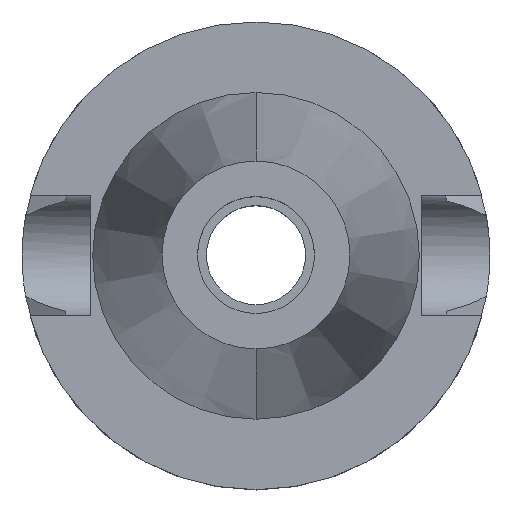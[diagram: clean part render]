
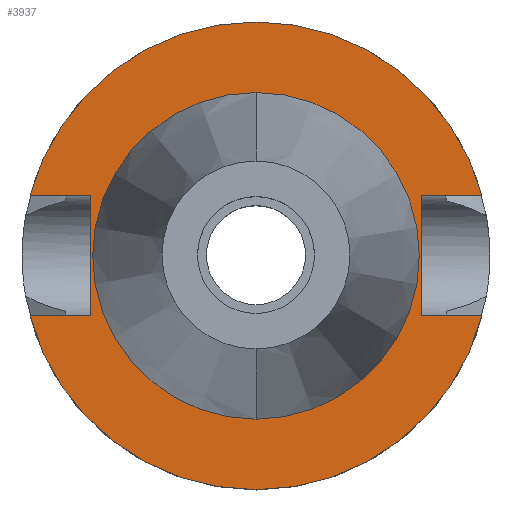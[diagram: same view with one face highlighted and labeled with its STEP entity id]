
A CAD part, top view. The second image highlights one B-rep face of the part: STEP entity #3937.
In plain terms, the highlighted planar face has unit normal (0, 0, 1).
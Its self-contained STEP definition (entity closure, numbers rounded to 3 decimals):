
#1662=DIRECTION('',(1.,0.,0.));
#1663=VECTOR('',#1662,12.921);
#1664=CARTESIAN_POINT('',(35.4,12.85,-1.5));
#1665=LINE('',#1664,#1663);
#1709=DIRECTION('',(0.,1.,0.));
#1710=VECTOR('',#1709,25.7);
#1711=CARTESIAN_POINT('',(-35.4,-12.85,-1.5));
#1712=LINE('',#1711,#1710);
#1716=DIRECTION('',(-1.,0.,0.));
#1717=VECTOR('',#1716,12.921);
#1718=CARTESIAN_POINT('',(-35.4,12.85,-1.5));
#1719=LINE('',#1718,#1717);
#1723=CARTESIAN_POINT('',(0.,0.,-1.5));
#1724=DIRECTION('',(0.,0.,-1.));
#1725=DIRECTION('',(-0.966,0.257,0.));
#1726=AXIS2_PLACEMENT_3D('',#1723,#1724,#1725);
#1731=CARTESIAN_POINT('',(0.,0.,-1.5));
#1732=DIRECTION('',(0.,0.,-1.));
#1733=DIRECTION('',(0.,1.,0.));
#1734=AXIS2_PLACEMENT_3D('',#1731,#1732,#1733);
#1739=DIRECTION('',(0.,-1.,0.));
#1740=VECTOR('',#1739,25.7);
#1741=CARTESIAN_POINT('',(35.4,12.85,-1.5));
#1742=LINE('',#1741,#1740);
#1746=DIRECTION('',(1.,0.,0.));
#1747=VECTOR('',#1746,12.921);
#1748=CARTESIAN_POINT('',(35.4,-12.85,-1.5));
#1749=LINE('',#1748,#1747);
#1753=CARTESIAN_POINT('',(0.,0.,-1.5));
#1754=DIRECTION('',(0.,0.,-1.));
#1755=DIRECTION('',(0.966,-0.257,0.));
#1756=AXIS2_PLACEMENT_3D('',#1753,#1754,#1755);
#1761=CARTESIAN_POINT('',(0.,0.,-1.5));
#1762=DIRECTION('',(0.,0.,-1.));
#1763=DIRECTION('',(0.,-1.,0.));
#1764=AXIS2_PLACEMENT_3D('',#1761,#1762,#1763);
#1769=CARTESIAN_POINT('',(0.,0.,-1.5));
#1770=DIRECTION('',(0.,0.,1.));
#1771=DIRECTION('',(0.,-1.,0.));
#1772=AXIS2_PLACEMENT_3D('',#1769,#1770,#1771);
#1777=CARTESIAN_POINT('',(0.,0.,-1.5));
#1778=DIRECTION('',(0.,0.,1.));
#1779=DIRECTION('',(0.,1.,0.));
#1780=AXIS2_PLACEMENT_3D('',#1777,#1778,#1779);
#1815=DIRECTION('',(-1.,0.,0.));
#1816=VECTOR('',#1815,12.921);
#1817=CARTESIAN_POINT('',(-35.4,-12.85,-1.5));
#1818=LINE('',#1817,#1816);
#2737=CARTESIAN_POINT('',(-35.4,-12.85,-1.5));
#2738=VERTEX_POINT('',#2737);
#2739=CARTESIAN_POINT('',(-48.321,-12.85,-1.5));
#2740=VERTEX_POINT('',#2739);
#2743=CARTESIAN_POINT('',(-35.4,12.85,-1.5));
#2744=VERTEX_POINT('',#2743);
#2745=CARTESIAN_POINT('',(-48.321,12.85,-1.5));
#2746=VERTEX_POINT('',#2745);
#2747=CARTESIAN_POINT('',(0.,50.,-1.5));
#2748=CARTESIAN_POINT('',(48.321,12.85,-1.5));
#2749=VERTEX_POINT('',#2747);
#2750=VERTEX_POINT('',#2748);
#2751=CARTESIAN_POINT('',(35.4,12.85,-1.5));
#2752=VERTEX_POINT('',#2751);
#2753=CARTESIAN_POINT('',(35.4,-12.85,-1.5));
#2754=VERTEX_POINT('',#2753);
#2755=CARTESIAN_POINT('',(48.321,-12.85,-1.5));
#2756=VERTEX_POINT('',#2755);
#2757=CARTESIAN_POINT('',(0.,-50.,-1.5));
#2758=VERTEX_POINT('',#2757);
#2759=CARTESIAN_POINT('',(0.,-34.925,-1.5));
#2760=CARTESIAN_POINT('',(0.,34.925,-1.5));
#2761=VERTEX_POINT('',#2759);
#2762=VERTEX_POINT('',#2760);
#3906=CARTESIAN_POINT('',(0.,0.,-1.5));
#3907=DIRECTION('',(0.,0.,-1.));
#3908=DIRECTION('',(0.,-1.,0.));
#3909=AXIS2_PLACEMENT_3D('',#3906,#3907,#3908);
#3910=PLANE('',#3909);
#3912=ORIENTED_EDGE('',*,*,#3911,.T.);
#3914=ORIENTED_EDGE('',*,*,#3913,.T.);
#3916=ORIENTED_EDGE('',*,*,#3915,.T.);
#3918=ORIENTED_EDGE('',*,*,#3917,.T.);
#3919=ORIENTED_EDGE('',*,*,#3882,.F.);
#3920=ORIENTED_EDGE('',*,*,#3896,.T.);
#3922=ORIENTED_EDGE('',*,*,#3921,.T.);
#3924=ORIENTED_EDGE('',*,*,#3923,.T.);
#3926=ORIENTED_EDGE('',*,*,#3925,.T.);
#3928=ORIENTED_EDGE('',*,*,#3927,.F.);
#3929=EDGE_LOOP('',(#3912,#3914,#3916,#3918,#3919,#3920,#3922,#3924,#3926,
#3928));
#3930=FACE_OUTER_BOUND('',#3929,.F.);
#3932=ORIENTED_EDGE('',*,*,#3931,.T.);
#3934=ORIENTED_EDGE('',*,*,#3933,.T.);
#3935=EDGE_LOOP('',(#3932,#3934));
#3936=FACE_BOUND('',#3935,.F.);
#1727=CIRCLE('',#1726,50.);
#1735=CIRCLE('',#1734,50.);
#1757=CIRCLE('',#1756,50.);
#1765=CIRCLE('',#1764,50.);
#1773=CIRCLE('',#1772,34.925);
#1781=CIRCLE('',#1780,34.925);
#3882=EDGE_CURVE('',#2752,#2750,#1665,.T.);
#3896=EDGE_CURVE('',#2752,#2754,#1742,.T.);
#3911=EDGE_CURVE('',#2738,#2744,#1712,.T.);
#3913=EDGE_CURVE('',#2744,#2746,#1719,.T.);
#3915=EDGE_CURVE('',#2746,#2749,#1727,.T.);
#3917=EDGE_CURVE('',#2749,#2750,#1735,.T.);
#3921=EDGE_CURVE('',#2754,#2756,#1749,.T.);
#3923=EDGE_CURVE('',#2756,#2758,#1757,.T.);
#3925=EDGE_CURVE('',#2758,#2740,#1765,.T.);
#3927=EDGE_CURVE('',#2738,#2740,#1818,.T.);
#3931=EDGE_CURVE('',#2761,#2762,#1773,.T.);
#3933=EDGE_CURVE('',#2762,#2761,#1781,.T.);
#3937=ADVANCED_FACE('',(#3930,#3936),#3910,.F.);
